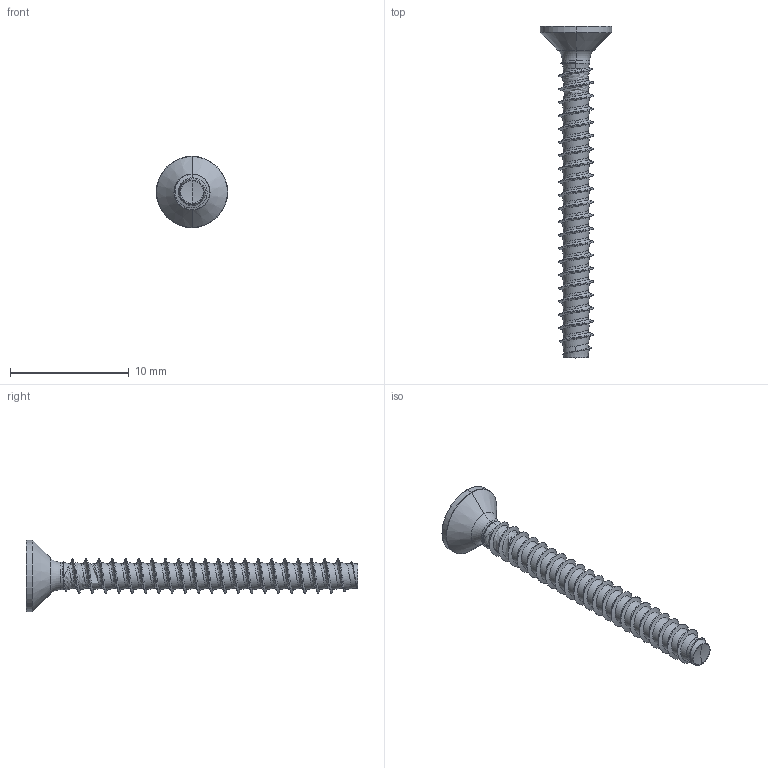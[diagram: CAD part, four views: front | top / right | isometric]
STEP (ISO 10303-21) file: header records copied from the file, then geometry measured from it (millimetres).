
FILE_DESCRIPTION (( 'STEP AP203' ), '1' );
FILE_NAME ('STP410300280.STEP', '2020-09-04T15:31:22', ( '' ), ( '' ), 'SwSTEP 2.0', 'SolidWorks 2015', '' );
FILE_SCHEMA (( 'CONFIG_CONTROL_DESIGN' ));
Length unit declared in the file: millimetre
Products named in the file (2): STP410300280
Bounding box: 6 x 28 x 6 mm (x, y, z)
Volume: 141 mm3; surface area: 366.5 mm2
Topology: 1 solids, 1 shells, 127 faces, 328 edges, 203 vertices
Faces by surface type: cylinder 69, bspline 35, cone 13, torus 6, sphere 2, plane 2
Entity records: 33132 total; most frequent: CARTESIAN_POINT 30393, ORIENTED_EDGE 652, DIRECTION 394, EDGE_CURVE 326, VERTEX_POINT 203, AXIS2_PLACEMENT_3D 154, B_SPLINE_CURVE_WITH_KNOTS 136, EDGE_LOOP 129
